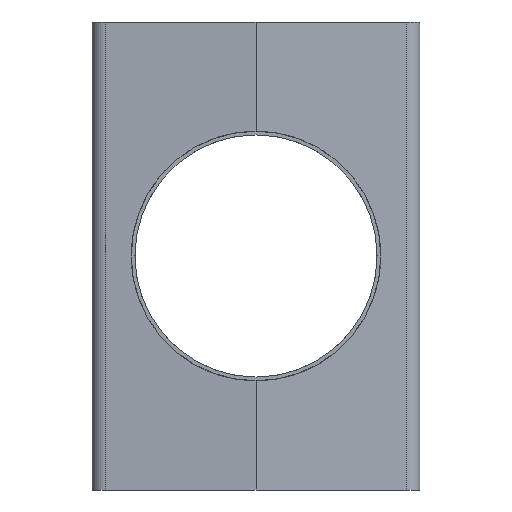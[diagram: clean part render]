
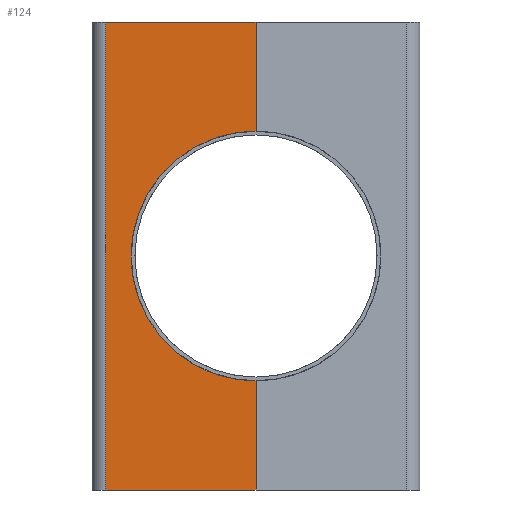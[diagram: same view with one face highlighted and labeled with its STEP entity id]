
A CAD part, front view. The second image highlights one B-rep face of the part: STEP entity #124.
In plain terms, the highlighted planar face has unit normal (-0.044, -0.999, 0).
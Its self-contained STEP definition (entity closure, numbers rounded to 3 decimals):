
#102=ELLIPSE('',#454,40.038,40.);
#124=ADVANCED_FACE('',(#156),#142,.T.);
#142=PLANE('',#455);
#156=FACE_OUTER_BOUND('',#173,.T.);
#173=EDGE_LOOP('',(#201,#202,#203,#204,#205,#206));
#201=ORIENTED_EDGE('',*,*,#334,.F.);
#202=ORIENTED_EDGE('',*,*,#335,.T.);
#203=ORIENTED_EDGE('',*,*,#336,.F.);
#204=ORIENTED_EDGE('',*,*,#333,.F.);
#205=ORIENTED_EDGE('',*,*,#337,.T.);
#206=ORIENTED_EDGE('',*,*,#338,.T.);
#297=VERTEX_POINT('',#598);
#298=VERTEX_POINT('',#600);
#299=VERTEX_POINT('',#604);
#300=VERTEX_POINT('',#605);
#301=VERTEX_POINT('',#607);
#302=VERTEX_POINT('',#610);
#333=EDGE_CURVE('',#298,#297,#381,.T.);
#334=EDGE_CURVE('',#299,#300,#102,.T.);
#335=EDGE_CURVE('',#299,#301,#382,.T.);
#336=EDGE_CURVE('',#297,#301,#383,.T.);
#337=EDGE_CURVE('',#298,#302,#384,.T.);
#338=EDGE_CURVE('',#302,#300,#385,.T.);
#381=LINE('',#601,#417);
#382=LINE('',#606,#418);
#383=LINE('',#608,#419);
#384=LINE('',#609,#420);
#385=LINE('',#611,#421);
#417=VECTOR('',#495,1.);
#418=VECTOR('',#500,1.);
#419=VECTOR('',#501,1.);
#420=VECTOR('',#502,1.);
#421=VECTOR('',#503,1.);
#454=AXIS2_PLACEMENT_3D('',#603,#498,#499);
#455=AXIS2_PLACEMENT_3D('',#612,#504,#505);
#495=DIRECTION('',(0.,0.,1.));
#498=DIRECTION('',(-0.044,-0.999,0.));
#499=DIRECTION('',(-0.999,0.044,0.));
#500=DIRECTION('',(0.,0.,1.));
#501=DIRECTION('',(0.999,-0.044,0.));
#502=DIRECTION('',(0.999,-0.044,0.));
#503=DIRECTION('',(0.,0.,1.));
#504=DIRECTION('',(-0.044,-0.999,0.));
#505=DIRECTION('',(0.999,-0.044,0.));
#598=CARTESIAN_POINT('',(113153.869,-100407.141,225.));
#600=CARTESIAN_POINT('',(113153.869,-100407.141,75.));
#601=CARTESIAN_POINT('',(113153.869,-100407.141,75.));
#603=CARTESIAN_POINT('',(113202.065,-100409.246,150.));
#604=CARTESIAN_POINT('',(113202.065,-100409.246,190.));
#605=CARTESIAN_POINT('',(113202.065,-100409.246,110.));
#606=CARTESIAN_POINT('',(113202.065,-100409.246,75.));
#607=CARTESIAN_POINT('',(113202.065,-100409.246,225.));
#608=CARTESIAN_POINT('',(113153.869,-100407.141,225.));
#609=CARTESIAN_POINT('',(113153.869,-100407.141,75.));
#610=CARTESIAN_POINT('',(113202.065,-100409.246,75.));
#611=CARTESIAN_POINT('',(113202.065,-100409.246,75.));
#612=CARTESIAN_POINT('',(113153.869,-100407.141,75.));
